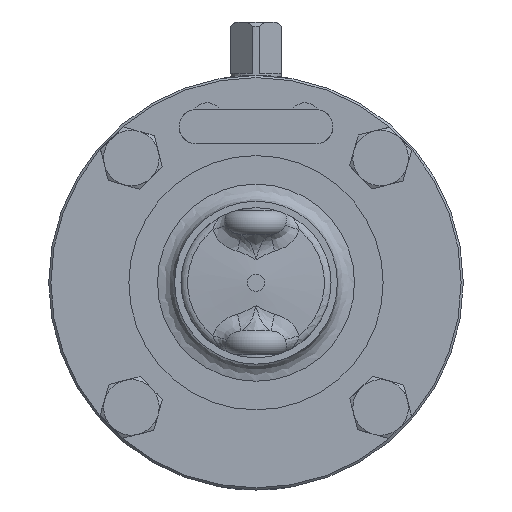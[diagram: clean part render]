
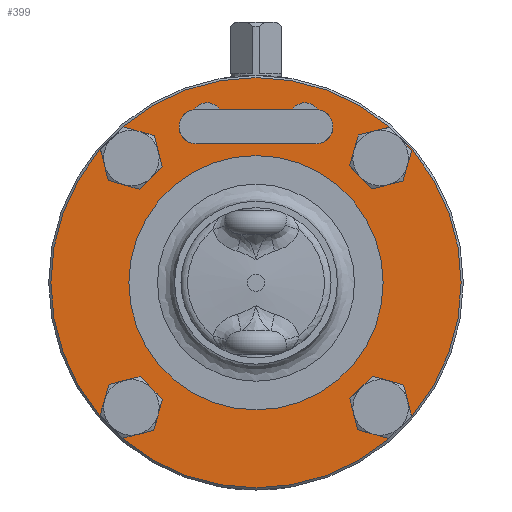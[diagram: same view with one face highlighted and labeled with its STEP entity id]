
A CAD part, left-side view. The second image highlights one B-rep face of the part: STEP entity #399.
In plain terms, the highlighted planar face has unit normal (-1, 0, 0).
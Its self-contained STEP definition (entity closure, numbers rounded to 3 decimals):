
#73=CARTESIAN_POINT('',(-10.0,-14.515,40.467));
#74=VERTEX_POINT('',#73);
#75=CARTESIAN_POINT('',(-10.,-14.,32.5));
#76=VERTEX_POINT('',#75);
#77=CARTESIAN_POINT('',(-10.,-14.,36.5));
#78=DIRECTION('',(1.0,0.0,0.0));
#79=DIRECTION('',(0.0,0.0,-1.0));
#80=AXIS2_PLACEMENT_3D('',#77,#78,#79);
#81=CIRCLE('',#80,4.);
#82=EDGE_CURVE('',#74,#76,#81,.T.);
#132=CARTESIAN_POINT('',(-10.,-8.507,40.5));
#133=VERTEX_POINT('',#132);
#142=CARTESIAN_POINT('',(-10.,8.507,40.5));
#143=VERTEX_POINT('',#142);
#144=CARTESIAN_POINT('',(-10.,8.507,40.5));
#145=DIRECTION('',(0.0,-1.0,0.0));
#146=VECTOR('',#145,17.013);
#147=LINE('',#144,#146);
#148=EDGE_CURVE('',#143,#133,#147,.T.);
#237=CARTESIAN_POINT('',(-10.,14.,32.5));
#238=VERTEX_POINT('',#237);
#239=CARTESIAN_POINT('',(-10.0,14.515,40.467));
#240=VERTEX_POINT('',#239);
#241=CARTESIAN_POINT('',(-10.,14.,36.5));
#242=DIRECTION('',(1.0,0.0,0.0));
#243=DIRECTION('',(0.0,0.0,1.0));
#244=AXIS2_PLACEMENT_3D('',#241,#242,#243);
#245=CIRCLE('',#244,4.);
#246=EDGE_CURVE('',#238,#240,#245,.T.);
#279=CARTESIAN_POINT('',(-10.,-14.,32.5));
#280=DIRECTION('',(0.0,1.0,0.0));
#281=VECTOR('',#280,28.0);
#282=LINE('',#279,#281);
#283=EDGE_CURVE('',#76,#238,#282,.T.);
#308=CARTESIAN_POINT('',(-10.,-38.875,0.0));
#309=DIRECTION('',(-1.0,0.0,0.0));
#310=DIRECTION('',(0.0,0.0,-1.0));
#311=AXIS2_PLACEMENT_3D('',#308,#309,#310);
#312=PLANE('',#311);
#313=CARTESIAN_POINT('',(-10.,-48.,0.0));
#314=VERTEX_POINT('',#313);
#315=CARTESIAN_POINT('',(-10.,0.0,0.0));
#316=DIRECTION('',(-1.0,0.0,0.0));
#317=DIRECTION('',(0.0,-1.0,0.0));
#318=AXIS2_PLACEMENT_3D('',#315,#316,#317);
#319=CIRCLE('',#318,48.);
#320=EDGE_CURVE('',#314,#314,#319,.T.);
#321=ORIENTED_EDGE('',*,*,#320,.T.);
#322=EDGE_LOOP('',(#321));
#323=FACE_OUTER_BOUND('',#322,.T.);
#324=CARTESIAN_POINT('',(-10.,-29.75,0.0));
#325=VERTEX_POINT('',#324);
#326=CARTESIAN_POINT('',(-10.,0.0,0.0));
#327=DIRECTION('',(-1.0,0.0,0.0));
#328=DIRECTION('',(0.0,-1.0,0.0));
#329=AXIS2_PLACEMENT_3D('',#326,#327,#328);
#330=CIRCLE('',#329,29.75);
#331=EDGE_CURVE('',#325,#325,#330,.T.);
#332=ORIENTED_EDGE('',*,*,#331,.F.);
#333=EDGE_LOOP('',(#332));
#334=FACE_BOUND('',#333,.T.);
#335=ORIENTED_EDGE('',*,*,#82,.T.);
#336=ORIENTED_EDGE('',*,*,#283,.T.);
#337=ORIENTED_EDGE('',*,*,#246,.T.);
#338=CARTESIAN_POINT('',(-10.0,11.5,38.5));
#339=DIRECTION('',(1.0,0.0,0.0));
#340=DIRECTION('',(0.0,0.0,-1.0));
#341=AXIS2_PLACEMENT_3D('',#338,#339,#340);
#342=CIRCLE('',#341,3.6);
#343=EDGE_CURVE('',#240,#143,#342,.T.);
#344=ORIENTED_EDGE('',*,*,#343,.T.);
#345=ORIENTED_EDGE('',*,*,#148,.T.);
#346=CARTESIAN_POINT('',(-10.0,-11.5,38.5));
#347=DIRECTION('',(1.0,0.0,0.0));
#348=DIRECTION('',(0.0,0.0,-1.0));
#349=AXIS2_PLACEMENT_3D('',#346,#347,#348);
#350=CIRCLE('',#349,3.6);
#351=EDGE_CURVE('',#133,#74,#350,.T.);
#352=ORIENTED_EDGE('',*,*,#351,.T.);
#353=EDGE_LOOP('',(#335,#336,#337,#344,#345,#352));
#354=FACE_BOUND('',#353,.T.);
#355=CARTESIAN_POINT('',(-10.,-23.638,27.785));
#356=VERTEX_POINT('',#355);
#357=CARTESIAN_POINT('',(-10.,-29.168,29.168));
#358=DIRECTION('',(1.,0.0,0.0));
#359=DIRECTION('',(0.0,0.97,-0.243));
#360=AXIS2_PLACEMENT_3D('',#357,#358,#359);
#361=CIRCLE('',#360,5.7);
#362=EDGE_CURVE('',#356,#356,#361,.T.);
#363=ORIENTED_EDGE('',*,*,#362,.T.);
#364=EDGE_LOOP('',(#363));
#365=FACE_BOUND('',#364,.T.);
#366=CARTESIAN_POINT('',(-10.,27.785,23.638));
#367=VERTEX_POINT('',#366);
#368=CARTESIAN_POINT('',(-10.,29.168,29.168));
#369=DIRECTION('',(1.,0.0,0.0));
#370=DIRECTION('',(0.0,-0.243,-0.97));
#371=AXIS2_PLACEMENT_3D('',#368,#369,#370);
#372=CIRCLE('',#371,5.7);
#373=EDGE_CURVE('',#367,#367,#372,.T.);
#374=ORIENTED_EDGE('',*,*,#373,.T.);
#375=EDGE_LOOP('',(#374));
#376=FACE_BOUND('',#375,.T.);
#377=CARTESIAN_POINT('',(-10.,23.638,-27.785));
#378=VERTEX_POINT('',#377);
#379=CARTESIAN_POINT('',(-10.,29.168,-29.168));
#380=DIRECTION('',(1.,0.0,0.0));
#381=DIRECTION('',(0.0,-0.97,0.243));
#382=AXIS2_PLACEMENT_3D('',#379,#380,#381);
#383=CIRCLE('',#382,5.7);
#384=EDGE_CURVE('',#378,#378,#383,.T.);
#385=ORIENTED_EDGE('',*,*,#384,.T.);
#386=EDGE_LOOP('',(#385));
#387=FACE_BOUND('',#386,.T.);
#388=CARTESIAN_POINT('',(-10.,-27.785,-23.638));
#389=VERTEX_POINT('',#388);
#390=CARTESIAN_POINT('',(-10.,-29.168,-29.168));
#391=DIRECTION('',(1.,0.0,0.0));
#392=DIRECTION('',(0.0,0.243,0.97));
#393=AXIS2_PLACEMENT_3D('',#390,#391,#392);
#394=CIRCLE('',#393,5.7);
#395=EDGE_CURVE('',#389,#389,#394,.T.);
#396=ORIENTED_EDGE('',*,*,#395,.T.);
#397=EDGE_LOOP('',(#396));
#398=FACE_BOUND('',#397,.T.);
#399=ADVANCED_FACE('',(#323,#334,#354,#365,#376,#387,#398),#312,.T.);
